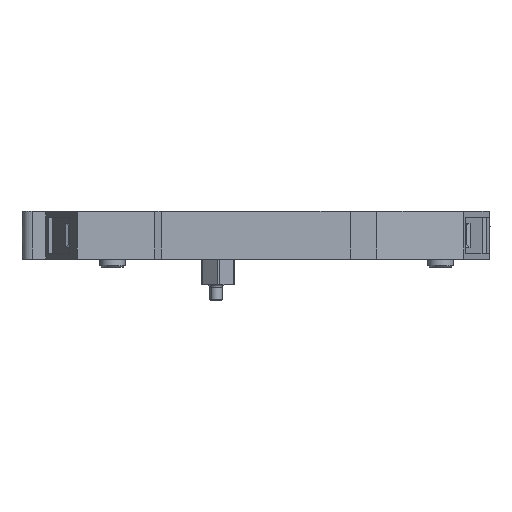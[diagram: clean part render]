
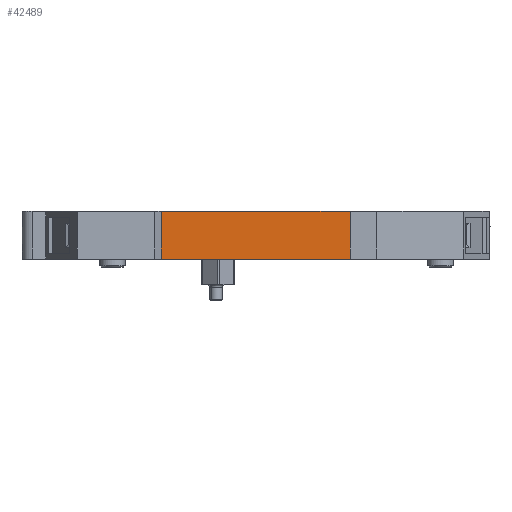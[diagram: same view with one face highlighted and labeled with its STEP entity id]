
A CAD part, front view. The second image highlights one B-rep face of the part: STEP entity #42489.
In plain terms, the highlighted planar face has unit normal (0, -1, 0).
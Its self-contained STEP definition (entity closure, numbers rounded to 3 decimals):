
#934=DIRECTION('',(-1.,0.,0.));
#935=VECTOR('',#934,35.5);
#936=CARTESIAN_POINT('',(17.7,-56.2,9.));
#937=LINE('',#936,#935);
#1861=DIRECTION('',(0.,0.,-1.));
#1862=VECTOR('',#1861,9.);
#1863=CARTESIAN_POINT('',(17.7,-56.2,9.));
#1864=LINE('',#1863,#1862);
#1865=DIRECTION('',(-1.,0.,0.));
#1866=VECTOR('',#1865,35.5);
#1867=CARTESIAN_POINT('',(17.7,-56.2,0.));
#1868=LINE('',#1867,#1866);
#1869=DIRECTION('',(0.,0.,-1.));
#1870=VECTOR('',#1869,9.);
#1871=CARTESIAN_POINT('',(-17.8,-56.2,9.));
#1872=LINE('',#1871,#1870);
#32296=CARTESIAN_POINT('',(-17.8,-56.2,0.));
#32297=VERTEX_POINT('',#32296);
#32298=CARTESIAN_POINT('',(17.7,-56.2,0.));
#32299=VERTEX_POINT('',#32298);
#33016=CARTESIAN_POINT('',(17.7,-56.2,9.));
#33017=VERTEX_POINT('',#33016);
#33018=CARTESIAN_POINT('',(-17.8,-56.2,9.));
#33019=VERTEX_POINT('',#33018);
#42477=CARTESIAN_POINT('',(-17.8,-56.2,0.));
#42478=DIRECTION('',(0.,-1.,0.));
#42479=DIRECTION('',(1.,0.,0.));
#42480=AXIS2_PLACEMENT_3D('',#42477,#42478,#42479);
#42481=PLANE('',#42480);
#42483=ORIENTED_EDGE('',*,*,#42482,.F.);
#42484=ORIENTED_EDGE('',*,*,#40952,.F.);
#42485=ORIENTED_EDGE('',*,*,#42462,.T.);
#42486=ORIENTED_EDGE('',*,*,#39965,.T.);
#42487=EDGE_LOOP('',(#42483,#42484,#42485,#42486));
#42488=FACE_OUTER_BOUND('',#42487,.F.);
#39965=EDGE_CURVE('',#32299,#32297,#1868,.T.);
#40952=EDGE_CURVE('',#33017,#33019,#937,.T.);
#42462=EDGE_CURVE('',#33017,#32299,#1864,.T.);
#42482=EDGE_CURVE('',#33019,#32297,#1872,.T.);
#42489=ADVANCED_FACE('',(#42488),#42481,.T.);
